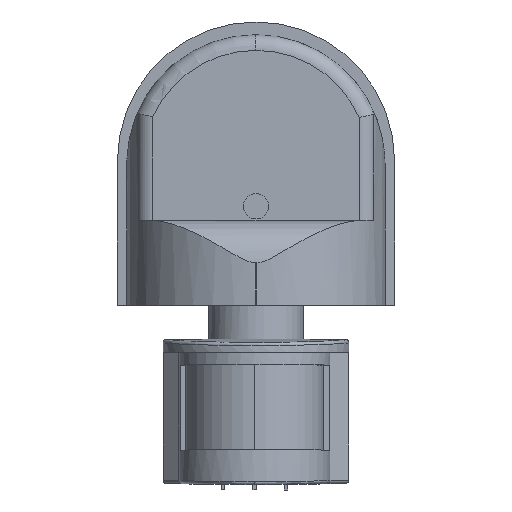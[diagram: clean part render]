
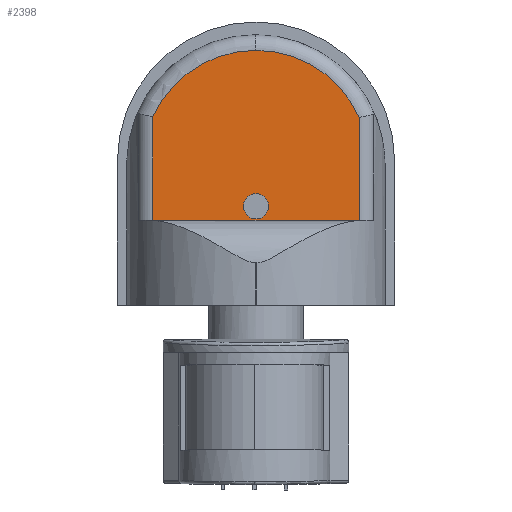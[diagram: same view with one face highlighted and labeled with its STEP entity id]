
A CAD part, top view. The second image highlights one B-rep face of the part: STEP entity #2398.
In plain terms, the highlighted planar face has unit normal (0, 0, 1).
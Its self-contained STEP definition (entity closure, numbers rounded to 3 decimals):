
#168 = CARTESIAN_POINT ( 'NONE',  ( -32.775, 84.043, -15.5 ) ) ;
#722 = PLANE ( 'NONE',  #6832 ) ;
#1076 = CIRCLE ( 'NONE', #6052, 4. ) ;
#1113 = VECTOR ( 'NONE', #2202, 1000. ) ;
#1302 = DIRECTION ( 'NONE',  ( 0., 0., -1. ) ) ;
#1405 = ORIENTED_EDGE ( 'NONE', *, *, #6582, .F. ) ;
#1544 = CIRCLE ( 'NONE', #5692, 35.951 ) ;
#1578 = CARTESIAN_POINT ( 'NONE',  ( 62., 84.043, -15.5 ) ) ;
#1830 = DIRECTION ( 'NONE',  ( 0., 0., 1. ) ) ;
#2081 = ORIENTED_EDGE ( 'NONE', *, *, #6249, .T. ) ;
#2122 = DIRECTION ( 'NONE',  ( 0., 0., 1. ) ) ;
#2202 = DIRECTION ( 'NONE',  ( -1., 0., 0. ) ) ;
#2347 = DIRECTION ( 'NONE',  ( 0., 0., 1. ) ) ;
#2398 = ADVANCED_FACE ( 'NONE', ( #2454, #4487 ), #722, .F. ) ;
#2411 = EDGE_LOOP ( 'NONE', ( #4362, #4865 ) ) ;
#2417 = VERTEX_POINT ( 'NONE', #168 ) ;
#2454 = FACE_BOUND ( 'NONE', #2411, .T. ) ;
#2545 = CARTESIAN_POINT ( 'NONE',  ( -32.775, 116.974, -15.5 ) ) ;
#2664 = EDGE_CURVE ( 'NONE', #4563, #5218, #1076, .T. ) ;
#3072 = CARTESIAN_POINT ( 'NONE',  ( -0.049, 138.043, -15.5 ) ) ;
#3088 = ORIENTED_EDGE ( 'NONE', *, *, #3995, .T. ) ;
#3213 = VERTEX_POINT ( 'NONE', #2545 ) ;
#3235 = DIRECTION ( 'NONE',  ( 1., 0., 0. ) ) ;
#3424 = CARTESIAN_POINT ( 'NONE',  ( -32.775, 84.043, -15.5 ) ) ;
#3485 = CARTESIAN_POINT ( 'NONE',  ( 62., 143.043, -15.5 ) ) ;
#3520 = DIRECTION ( 'NONE',  ( 0., 1., 0. ) ) ;
#3836 = ORIENTED_EDGE ( 'NONE', *, *, #6632, .T. ) ;
#3995 = EDGE_CURVE ( 'NONE', #5037, #3213, #5158, .T. ) ;
#4100 = CARTESIAN_POINT ( 'NONE',  ( 32.775, 121.815, -15.5 ) ) ;
#4151 = VERTEX_POINT ( 'NONE', #6577 ) ;
#4362 = ORIENTED_EDGE ( 'NONE', *, *, #2664, .F. ) ;
#4375 = DIRECTION ( 'NONE',  ( 0., 0., 1. ) ) ;
#4487 = FACE_OUTER_BOUND ( 'NONE', #7144, .T. ) ;
#4521 = VECTOR ( 'NONE', #6203, 1000. ) ;
#4540 = CARTESIAN_POINT ( 'NONE',  ( -0.049, 102.091, -15.5 ) ) ;
#4563 = VERTEX_POINT ( 'NONE', #4765 ) ;
#4572 = DIRECTION ( 'NONE',  ( 0., 1., 0. ) ) ;
#4611 = LINE ( 'NONE', #1578, #1113 ) ;
#4708 = CARTESIAN_POINT ( 'NONE',  ( -0.049, 102.091, -15.5 ) ) ;
#4765 = CARTESIAN_POINT ( 'NONE',  ( 4., 88.543, -15.5 ) ) ;
#4837 = CARTESIAN_POINT ( 'NONE',  ( 0., 88.543, -15.5 ) ) ;
#4861 = CARTESIAN_POINT ( 'NONE',  ( 32.775, 116.757, -15.5 ) ) ;
#4865 = ORIENTED_EDGE ( 'NONE', *, *, #7040, .F. ) ;
#4947 = CIRCLE ( 'NONE', #5511, 4. ) ;
#5037 = VERTEX_POINT ( 'NONE', #3072 ) ;
#5158 = CIRCLE ( 'NONE', #6701, 35.951 ) ;
#5218 = VERTEX_POINT ( 'NONE', #5909 ) ;
#5511 = AXIS2_PLACEMENT_3D ( 'NONE', #5848, #2122, #3235 ) ;
#5578 = LINE ( 'NONE', #4100, #6831 ) ;
#5692 = AXIS2_PLACEMENT_3D ( 'NONE', #4540, #2347, #6176 ) ;
#5739 = LINE ( 'NONE', #3424, #4521 ) ;
#5848 = CARTESIAN_POINT ( 'NONE',  ( 0., 88.543, -15.5 ) ) ;
#5909 = CARTESIAN_POINT ( 'NONE',  ( -4., 88.543, -15.5 ) ) ;
#5945 = VERTEX_POINT ( 'NONE', #4861 ) ;
#6052 = AXIS2_PLACEMENT_3D ( 'NONE', #4837, #4375, #6533 ) ;
#6176 = DIRECTION ( 'NONE',  ( 0., 1., 0. ) ) ;
#6203 = DIRECTION ( 'NONE',  ( 0., -1., 0. ) ) ;
#6249 = EDGE_CURVE ( 'NONE', #4151, #5945, #5578, .T. ) ;
#6290 = DIRECTION ( 'NONE',  ( 0., 1., 0. ) ) ;
#6533 = DIRECTION ( 'NONE',  ( 1., 0., 0. ) ) ;
#6577 = CARTESIAN_POINT ( 'NONE',  ( 32.775, 84.043, -15.5 ) ) ;
#6582 = EDGE_CURVE ( 'NONE', #4151, #2417, #4611, .T. ) ;
#6614 = EDGE_CURVE ( 'NONE', #3213, #2417, #5739, .T. ) ;
#6632 = EDGE_CURVE ( 'NONE', #5945, #5037, #1544, .T. ) ;
#6701 = AXIS2_PLACEMENT_3D ( 'NONE', #4708, #1830, #3520 ) ;
#6744 = ORIENTED_EDGE ( 'NONE', *, *, #6614, .T. ) ;
#6831 = VECTOR ( 'NONE', #4572, 1000. ) ;
#6832 = AXIS2_PLACEMENT_3D ( 'NONE', #3485, #1302, #6290 ) ;
#7040 = EDGE_CURVE ( 'NONE', #5218, #4563, #4947, .T. ) ;
#7144 = EDGE_LOOP ( 'NONE', ( #3836, #3088, #6744, #1405, #2081 ) ) ;
